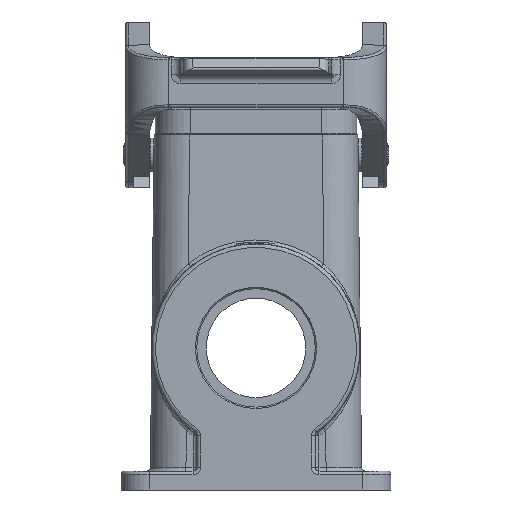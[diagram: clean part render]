
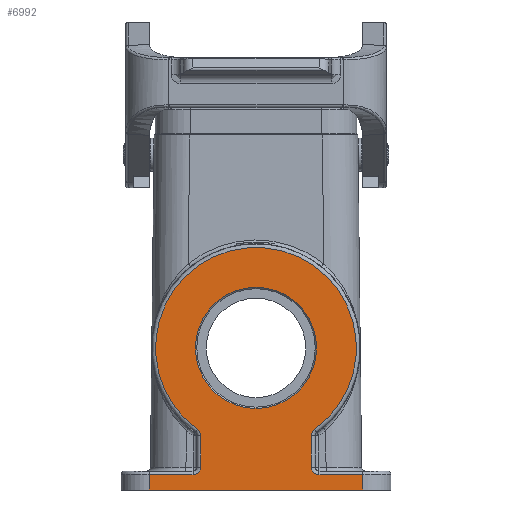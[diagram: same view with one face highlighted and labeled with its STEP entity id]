
A CAD part, left-side view. The second image highlights one B-rep face of the part: STEP entity #6992.
In plain terms, the highlighted planar face has unit normal (-1, 0, 0).
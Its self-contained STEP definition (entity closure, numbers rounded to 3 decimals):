
#5753=FACE_BOUND('',#9430,.T.);
#5754=FACE_BOUND('',#9431,.T.);
#6255=PLANE('',#29032);
#6992=ADVANCED_FACE('',(#5753,#5754),#6255,.T.);
#9430=EDGE_LOOP('',(#12479,#12480,#12481,#12482,#12483,#12484,#12485,#12486,
#12487,#12488,#12489,#12490));
#9431=EDGE_LOOP('',(#12491));
#12479=ORIENTED_EDGE('',*,*,#18647,.T.);
#12480=ORIENTED_EDGE('',*,*,#18648,.T.);
#12481=ORIENTED_EDGE('',*,*,#18649,.T.);
#12482=ORIENTED_EDGE('',*,*,#18650,.T.);
#12483=ORIENTED_EDGE('',*,*,#18651,.T.);
#12484=ORIENTED_EDGE('',*,*,#18652,.T.);
#12485=ORIENTED_EDGE('',*,*,#18653,.T.);
#12486=ORIENTED_EDGE('',*,*,#18654,.T.);
#12487=ORIENTED_EDGE('',*,*,#18655,.T.);
#12488=ORIENTED_EDGE('',*,*,#18656,.T.);
#12489=ORIENTED_EDGE('',*,*,#18657,.T.);
#12490=ORIENTED_EDGE('',*,*,#18658,.F.);
#12491=ORIENTED_EDGE('',*,*,#18659,.T.);
#16479=VERTEX_POINT('',#42665);
#16480=VERTEX_POINT('',#42666);
#16481=VERTEX_POINT('',#42668);
#16482=VERTEX_POINT('',#42670);
#16483=VERTEX_POINT('',#42672);
#16484=VERTEX_POINT('',#42674);
#16485=VERTEX_POINT('',#42676);
#16486=VERTEX_POINT('',#42678);
#16487=VERTEX_POINT('',#42680);
#16488=VERTEX_POINT('',#42682);
#16489=VERTEX_POINT('',#42684);
#16490=VERTEX_POINT('',#42686);
#16491=VERTEX_POINT('',#42689);
#18647=EDGE_CURVE('',#16479,#16480,#23573,.T.);
#18648=EDGE_CURVE('',#16480,#16481,#23574,.T.);
#18649=EDGE_CURVE('',#16481,#16482,#20258,.T.);
#18650=EDGE_CURVE('',#16482,#16483,#23575,.T.);
#18651=EDGE_CURVE('',#16483,#16484,#20259,.T.);
#18652=EDGE_CURVE('',#16484,#16485,#20260,.T.);
#18653=EDGE_CURVE('',#16485,#16486,#20261,.T.);
#18654=EDGE_CURVE('',#16486,#16487,#23576,.T.);
#18655=EDGE_CURVE('',#16487,#16488,#20262,.T.);
#18656=EDGE_CURVE('',#16488,#16489,#23577,.T.);
#18657=EDGE_CURVE('',#16489,#16490,#23578,.T.);
#18658=EDGE_CURVE('',#16479,#16490,#23579,.T.);
#18659=EDGE_CURVE('',#16491,#16491,#20263,.T.);
#20258=CIRCLE('',#29026,1.6);
#20259=CIRCLE('',#29027,1.6);
#20260=CIRCLE('',#29028,21.2);
#20261=CIRCLE('',#29029,1.6);
#20262=CIRCLE('',#29030,1.6);
#20263=CIRCLE('',#29031,12.8);
#23573=LINE('',#42664,#25422);
#23574=LINE('',#42667,#25423);
#23575=LINE('',#42671,#25424);
#23576=LINE('',#42679,#25425);
#23577=LINE('',#42683,#25426);
#23578=LINE('',#42685,#25427);
#23579=LINE('',#42687,#25428);
#25422=VECTOR('',#32515,1.);
#25423=VECTOR('',#32516,1.);
#25424=VECTOR('',#32519,1.);
#25425=VECTOR('',#32526,1.);
#25426=VECTOR('',#32529,1.);
#25427=VECTOR('',#32530,1.);
#25428=VECTOR('',#32531,1.);
#29026=AXIS2_PLACEMENT_3D('',#42669,#32517,#32518);
#29027=AXIS2_PLACEMENT_3D('',#42673,#32520,#32521);
#29028=AXIS2_PLACEMENT_3D('',#42675,#32522,#32523);
#29029=AXIS2_PLACEMENT_3D('',#42677,#32524,#32525);
#29030=AXIS2_PLACEMENT_3D('',#42681,#32527,#32528);
#29031=AXIS2_PLACEMENT_3D('',#42688,#32532,#32533);
#29032=AXIS2_PLACEMENT_3D('',#42690,#32534,#32535);
#32515=DIRECTION('',(0.,0.,1.));
#32516=DIRECTION('',(0.,1.,0.));
#32517=DIRECTION('',(1.,0.,0.));
#32518=DIRECTION('',(0.,0.,1.));
#32519=DIRECTION('',(0.,0.,1.));
#32520=DIRECTION('',(1.,0.,0.));
#32521=DIRECTION('',(0.,0.,1.));
#32522=DIRECTION('',(-1.,0.,0.));
#32523=DIRECTION('',(0.,0.,1.));
#32524=DIRECTION('',(1.,0.,0.));
#32525=DIRECTION('',(0.,0.,1.));
#32526=DIRECTION('',(0.,0.,-1.));
#32527=DIRECTION('',(1.,0.,0.));
#32528=DIRECTION('',(0.,0.,1.));
#32529=DIRECTION('',(0.,1.,0.));
#32530=DIRECTION('',(0.,0.,-1.));
#32531=DIRECTION('',(0.,1.,0.));
#32532=DIRECTION('',(1.,0.,0.));
#32533=DIRECTION('',(0.,0.,-1.));
#32534=DIRECTION('',(-1.,0.,0.));
#32535=DIRECTION('',(0.,0.,1.));
#42664=CARTESIAN_POINT('',(-47.,-22.5,-65.25));
#42665=CARTESIAN_POINT('',(-47.,-22.5,-69.25));
#42666=CARTESIAN_POINT('',(-47.,-22.5,-66.05));
#42667=CARTESIAN_POINT('',(-47.,-28.5,-66.05));
#42668=CARTESIAN_POINT('',(-47.,-13.3,-66.05));
#42669=CARTESIAN_POINT('',(-47.,-13.3,-64.45));
#42670=CARTESIAN_POINT('',(-47.,-11.7,-64.45));
#42671=CARTESIAN_POINT('',(-47.,-11.7,-57.769));
#42672=CARTESIAN_POINT('',(-47.,-11.7,-57.769));
#42673=CARTESIAN_POINT('',(-47.,-13.3,-57.769));
#42674=CARTESIAN_POINT('',(-47.,-12.367,-56.469));
#42675=CARTESIAN_POINT('',(-47.,0.,-39.25));
#42676=CARTESIAN_POINT('',(-47.,12.367,-56.469));
#42677=CARTESIAN_POINT('',(-47.,13.3,-57.769));
#42678=CARTESIAN_POINT('',(-47.,11.7,-57.769));
#42679=CARTESIAN_POINT('',(-47.,11.7,-64.45));
#42680=CARTESIAN_POINT('',(-47.,11.7,-64.45));
#42681=CARTESIAN_POINT('',(-47.,13.3,-64.45));
#42682=CARTESIAN_POINT('',(-47.,13.3,-66.05));
#42683=CARTESIAN_POINT('',(-47.,-28.5,-66.05));
#42684=CARTESIAN_POINT('',(-47.,22.5,-66.05));
#42685=CARTESIAN_POINT('',(-47.,22.5,-69.25));
#42686=CARTESIAN_POINT('',(-47.,22.5,-69.25));
#42687=CARTESIAN_POINT('',(-47.,-28.5,-69.25));
#42688=CARTESIAN_POINT('',(-47.,0.,-39.25));
#42689=CARTESIAN_POINT('',(-47.,0.,-52.05));
#42690=CARTESIAN_POINT('',(-47.,-28.5,-69.25));
